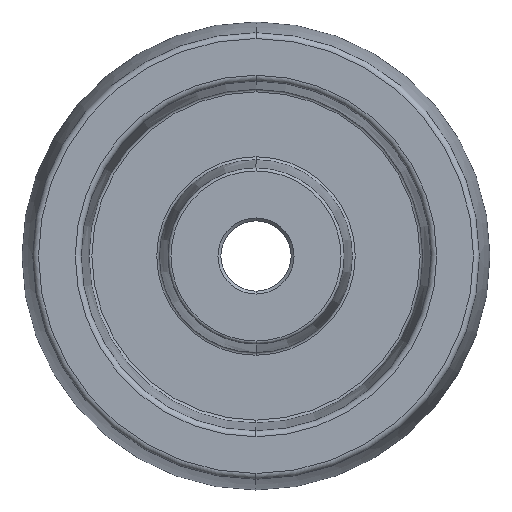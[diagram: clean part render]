
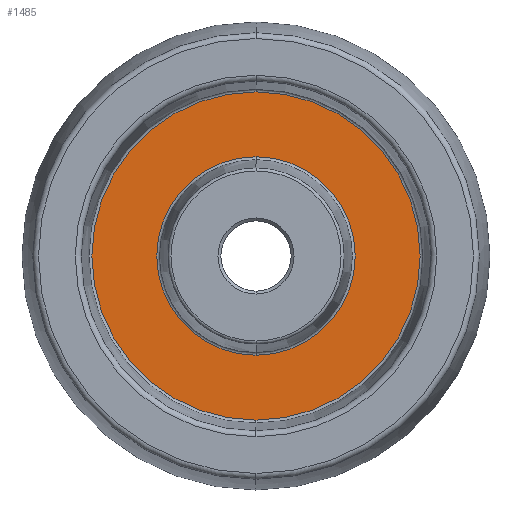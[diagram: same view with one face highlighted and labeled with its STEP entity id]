
A CAD part, left-side view. The second image highlights one B-rep face of the part: STEP entity #1485.
In plain terms, the highlighted planar face has unit normal (-1, 0, 0).
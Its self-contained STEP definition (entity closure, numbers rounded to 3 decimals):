
#18 = CIRCLE ( 'NONE', #173, 16.958 ) ;
#33 = ORIENTED_EDGE ( 'NONE', *, *, #1711, .T. ) ;
#52 = EDGE_CURVE ( 'NONE', #590, #425, #852, .T. ) ;
#125 = DIRECTION ( 'NONE',  ( -1., 0., 0. ) ) ;
#135 = ORIENTED_EDGE ( 'NONE', *, *, #1786, .T. ) ;
#173 = AXIS2_PLACEMENT_3D ( 'NONE', #1482, #1349, #1065 ) ;
#284 = EDGE_LOOP ( 'NONE', ( #399, #135 ) ) ;
#338 = AXIS2_PLACEMENT_3D ( 'NONE', #877, #408, #870 ) ;
#399 = ORIENTED_EDGE ( 'NONE', *, *, #1836, .T. ) ;
#408 = DIRECTION ( 'NONE',  ( -1., 0., 0. ) ) ;
#425 = VERTEX_POINT ( 'NONE', #1463 ) ;
#426 = DIRECTION ( 'NONE',  ( 1., 0., 0. ) ) ;
#590 = VERTEX_POINT ( 'NONE', #1449 ) ;
#677 = CIRCLE ( 'NONE', #1731, 28.052 ) ;
#837 = AXIS2_PLACEMENT_3D ( 'NONE', #853, #426, #1142 ) ;
#852 = CIRCLE ( 'NONE', #1592, 28.052 ) ;
#853 = CARTESIAN_POINT ( 'NONE',  ( -3., 0., 0. ) ) ;
#870 = DIRECTION ( 'NONE',  ( 0., 0., 1. ) ) ;
#877 = CARTESIAN_POINT ( 'NONE',  ( -3., 28.5, 0. ) ) ;
#904 = EDGE_LOOP ( 'NONE', ( #33, #1721 ) ) ;
#934 = CARTESIAN_POINT ( 'NONE',  ( -3., 0., 16.958 ) ) ;
#957 = CARTESIAN_POINT ( 'NONE',  ( -3., 0., 0. ) ) ;
#1055 = VERTEX_POINT ( 'NONE', #934 ) ;
#1065 = DIRECTION ( 'NONE',  ( 0., 0., 1. ) ) ;
#1142 = DIRECTION ( 'NONE',  ( 0., 0., 1. ) ) ;
#1177 = CARTESIAN_POINT ( 'NONE',  ( -3., 0., -16.958 ) ) ;
#1282 = FACE_OUTER_BOUND ( 'NONE', #904, .T. ) ;
#1338 = CIRCLE ( 'NONE', #837, 16.958 ) ;
#1349 = DIRECTION ( 'NONE',  ( 1., 0., 0. ) ) ;
#1372 = DIRECTION ( 'NONE',  ( 0., 0., 1. ) ) ;
#1449 = CARTESIAN_POINT ( 'NONE',  ( -3., 0., -28.052 ) ) ;
#1463 = CARTESIAN_POINT ( 'NONE',  ( -3., 0., 28.052 ) ) ;
#1482 = CARTESIAN_POINT ( 'NONE',  ( -3., 0., 0. ) ) ;
#1485 = ADVANCED_FACE ( 'NONE', ( #1701, #1282 ), #1730, .T. ) ;
#1538 = DIRECTION ( 'NONE',  ( -1., 0., 0. ) ) ;
#1561 = DIRECTION ( 'NONE',  ( 0., 0., 1. ) ) ;
#1582 = VERTEX_POINT ( 'NONE', #1177 ) ;
#1592 = AXIS2_PLACEMENT_3D ( 'NONE', #1710, #1538, #1372 ) ;
#1701 = FACE_BOUND ( 'NONE', #284, .T. ) ;
#1710 = CARTESIAN_POINT ( 'NONE',  ( -3., 0., 0. ) ) ;
#1711 = EDGE_CURVE ( 'NONE', #425, #590, #677, .T. ) ;
#1721 = ORIENTED_EDGE ( 'NONE', *, *, #52, .T. ) ;
#1730 = PLANE ( 'NONE',  #338 ) ;
#1731 = AXIS2_PLACEMENT_3D ( 'NONE', #957, #125, #1561 ) ;
#1786 = EDGE_CURVE ( 'NONE', #1582, #1055, #1338, .T. ) ;
#1836 = EDGE_CURVE ( 'NONE', #1055, #1582, #18, .T. ) ;
